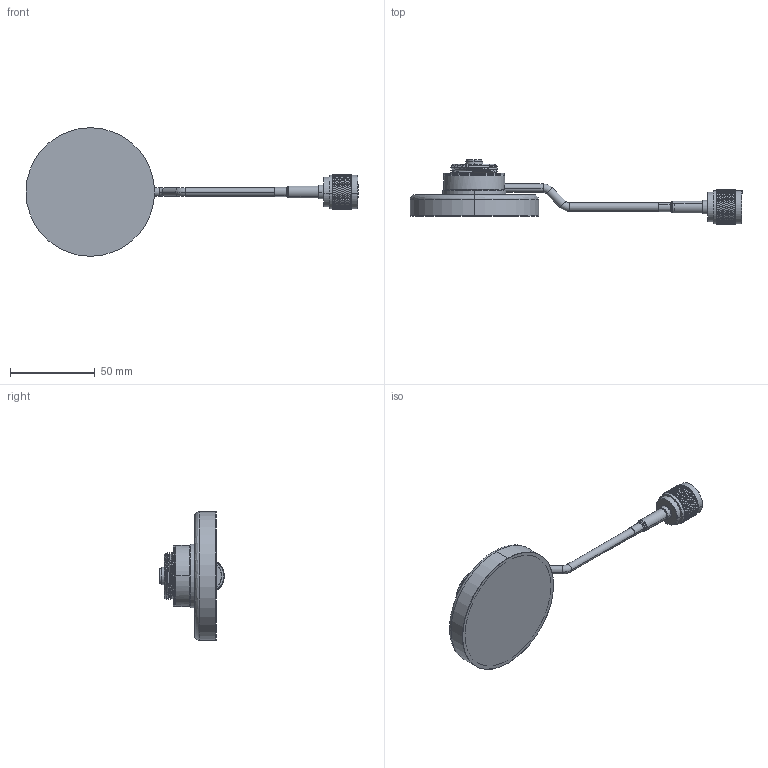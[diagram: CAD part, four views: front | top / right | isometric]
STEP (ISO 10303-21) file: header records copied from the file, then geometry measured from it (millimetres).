
FILE_DESCRIPTION (( 'STEP AP214' ), '1' );
FILE_NAME ('FMMA1-NMA10_3D.step', '2023-03-15T17:07:07', ( '' ), ( '' ), 'SwSTEP 2.0', 'SolidWorks 2022', '' );
FILE_SCHEMA (( 'AUTOMOTIVE_DESIGN' ));
Length unit declared in the file: inch
Products named in the file (4): FMMA1-NMA10_3D; Copy of NM 230124^FMMA1-NMA10_CRIMPED; Copy of NMO Base w Cable^FMMA1-NMA10; Copy of HeatShrink-195-3_230124^FMMA1-NMA10
Assembly tree (3 placements, depth 2):
  FMMA1-NMA10_3D
    Copy of NMO Base w Cable^FMMA1-NMA10
    Copy of HeatShrink-195-3_230124^FMMA1-NMA10
    Copy of NM 230124^FMMA1-NMA10_CRIMPED
Bounding box: 196.27 x 38.12 x 76 mm (x, y, z)
Volume: 65331.1 mm3; surface area: 47263.1 mm2
Topology: 9 solids, 9 shells, 2545 faces, 5519 edges, 3004 vertices
Faces by surface type: bspline 1804, cylinder 618, plane 74, cone 33, torus 16
Entity records: 100520 total; most frequent: CARTESIAN_POINT 63618, ORIENTED_EDGE 11030, EDGE_CURVE 5515, VERTEX_POINT 3004, DIRECTION 2729, EDGE_LOOP 2579, ADVANCED_FACE 2545, FACE_OUTER_BOUND 2545
